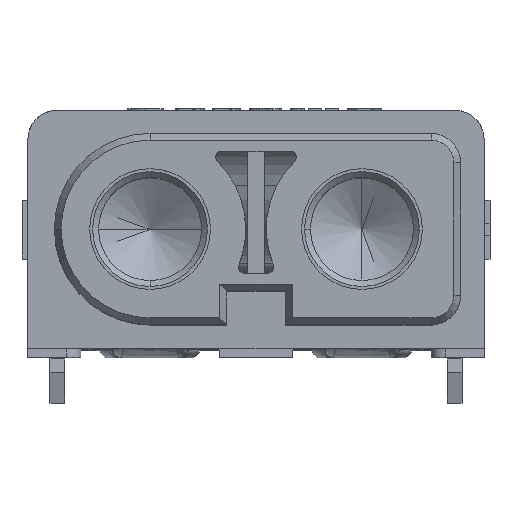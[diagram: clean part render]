
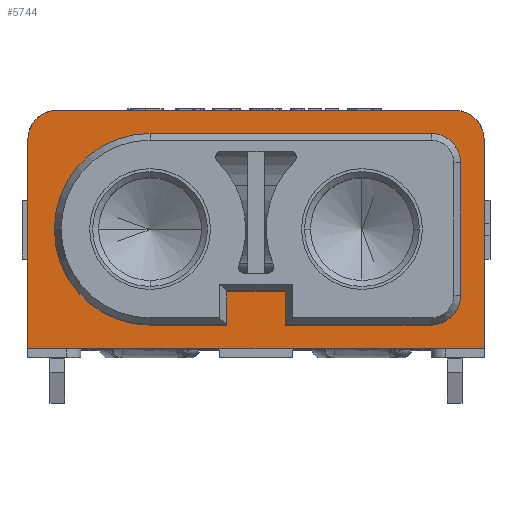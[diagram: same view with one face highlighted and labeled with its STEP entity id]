
A CAD part, top view. The second image highlights one B-rep face of the part: STEP entity #5744.
In plain terms, the highlighted planar face has unit normal (0, 0, 1).
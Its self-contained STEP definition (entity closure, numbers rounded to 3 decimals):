
#31 = DIRECTION ( 'NONE',  ( -1., 0., 0. ) ) ;
#71 = CARTESIAN_POINT ( 'NONE',  ( 5.95, 2.25, 8.2 ) ) ;
#186 = LINE ( 'NONE', #21422, #739 ) ;
#294 = VECTOR ( 'NONE', #19209, 1000. ) ;
#615 = CARTESIAN_POINT ( 'NONE',  ( 7.75, 3.05, 8.2 ) ) ;
#739 = VECTOR ( 'NONE', #26300, 1000. ) ;
#1108 = EDGE_LOOP ( 'NONE', ( #26165, #26029, #24437, #15623, #3052, #9515, #19984, #20663, #23642, #13842 ) ) ;
#1193 = VERTEX_POINT ( 'NONE', #25054 ) ;
#1877 = CARTESIAN_POINT ( 'NONE',  ( -3.6, -3.25, 8.2 ) ) ;
#1940 = DIRECTION ( 'NONE',  ( 0., 0., 1. ) ) ;
#2322 = CIRCLE ( 'NONE', #5072, 1. ) ;
#2399 = EDGE_CURVE ( 'NONE', #28034, #10503, #12189, .T. ) ;
#2598 = CARTESIAN_POINT ( 'NONE',  ( 6.95, 3.05, 8.2 ) ) ;
#3035 = VECTOR ( 'NONE', #11651, 1000. ) ;
#3052 = ORIENTED_EDGE ( 'NONE', *, *, #20004, .T. ) ;
#3681 = EDGE_CURVE ( 'NONE', #13249, #7576, #11458, .T. ) ;
#3688 = PLANE ( 'NONE',  #15868 ) ;
#3831 = CIRCLE ( 'NONE', #23537, 1. ) ;
#3961 = EDGE_CURVE ( 'NONE', #13172, #24065, #2322, .T. ) ;
#4106 = FACE_BOUND ( 'NONE', #1108, .T. ) ;
#4414 = EDGE_CURVE ( 'NONE', #19356, #24065, #11028, .T. ) ;
#4555 = VECTOR ( 'NONE', #20947, 1000. ) ;
#4614 = CARTESIAN_POINT ( 'NONE',  ( 6.75, 4.05, 8.2 ) ) ;
#4619 = VECTOR ( 'NONE', #23682, 1000. ) ;
#5072 = AXIS2_PLACEMENT_3D ( 'NONE', #71, #1940, #10679 ) ;
#5335 = CARTESIAN_POINT ( 'NONE',  ( -6.75, 3.05, 8.2 ) ) ;
#5515 = AXIS2_PLACEMENT_3D ( 'NONE', #16046, #26540, #6868 ) ;
#5744 = ADVANCED_FACE ( 'NONE', ( #4106, #12298 ), #3688, .T. ) ;
#6202 = EDGE_CURVE ( 'NONE', #22719, #15367, #8164, .T. ) ;
#6222 = VECTOR ( 'NONE', #17366, 1000. ) ;
#6339 = LINE ( 'NONE', #4614, #9645 ) ;
#6651 = CARTESIAN_POINT ( 'NONE',  ( -1., -3.25, 8.2 ) ) ;
#6840 = CARTESIAN_POINT ( 'NONE',  ( -6.75, 4.05, 8.2 ) ) ;
#6868 = DIRECTION ( 'NONE',  ( 1., 0., 0. ) ) ;
#6891 = DIRECTION ( 'NONE',  ( 0., 0., 1. ) ) ;
#6897 = AXIS2_PLACEMENT_3D ( 'NONE', #5335, #14094, #22847 ) ;
#6947 = CARTESIAN_POINT ( 'NONE',  ( 5.95, 3.25, 8.2 ) ) ;
#7319 = ORIENTED_EDGE ( 'NONE', *, *, #18977, .T. ) ;
#7421 = CARTESIAN_POINT ( 'NONE',  ( 1., -3.25, 8.2 ) ) ;
#7576 = VERTEX_POINT ( 'NONE', #22132 ) ;
#7764 = LINE ( 'NONE', #22984, #14265 ) ;
#8164 = LINE ( 'NONE', #8441, #294 ) ;
#8290 = EDGE_CURVE ( 'NONE', #10503, #19356, #17282, .T. ) ;
#8295 = DIRECTION ( 'NONE',  ( 1., 0., 0. ) ) ;
#8441 = CARTESIAN_POINT ( 'NONE',  ( -7.75, 3.05, 8.2 ) ) ;
#8509 = VERTEX_POINT ( 'NONE', #17902 ) ;
#8613 = CARTESIAN_POINT ( 'NONE',  ( 6.75, 3.05, 8.2 ) ) ;
#9515 = ORIENTED_EDGE ( 'NONE', *, *, #21266, .T. ) ;
#9645 = VECTOR ( 'NONE', #31, 1000. ) ;
#9876 = ORIENTED_EDGE ( 'NONE', *, *, #6202, .T. ) ;
#10503 = VERTEX_POINT ( 'NONE', #1877 ) ;
#10679 = DIRECTION ( 'NONE',  ( 1., 0., 0. ) ) ;
#10769 = ORIENTED_EDGE ( 'NONE', *, *, #11241, .T. ) ;
#11028 = LINE ( 'NONE', #19792, #4619 ) ;
#11241 = EDGE_CURVE ( 'NONE', #8509, #1193, #3831, .T. ) ;
#11249 = EDGE_CURVE ( 'NONE', #25333, #24615, #17363, .T. ) ;
#11458 = CIRCLE ( 'NONE', #5515, 1. ) ;
#11651 = DIRECTION ( 'NONE',  ( 0., 1., 0. ) ) ;
#12004 = CIRCLE ( 'NONE', #6897, 1. ) ;
#12038 = CARTESIAN_POINT ( 'NONE',  ( -3.6, 3.25, 8.2 ) ) ;
#12189 = LINE ( 'NONE', #14628, #4555 ) ;
#12298 = FACE_OUTER_BOUND ( 'NONE', #27493, .T. ) ;
#12846 = DIRECTION ( 'NONE',  ( 0., 0., 1. ) ) ;
#13059 = CARTESIAN_POINT ( 'NONE',  ( 5.95, -3.25, 8.2 ) ) ;
#13080 = ORIENTED_EDGE ( 'NONE', *, *, #20162, .T. ) ;
#13172 = VERTEX_POINT ( 'NONE', #17091 ) ;
#13189 = EDGE_CURVE ( 'NONE', #13172, #7576, #23977, .T. ) ;
#13249 = VERTEX_POINT ( 'NONE', #13059 ) ;
#13765 = LINE ( 'NONE', #26691, #26628 ) ;
#13842 = ORIENTED_EDGE ( 'NONE', *, *, #8290, .T. ) ;
#14094 = DIRECTION ( 'NONE',  ( 0., 0., 1. ) ) ;
#14096 = LINE ( 'NONE', #18814, #25451 ) ;
#14265 = VECTOR ( 'NONE', #14372, 1000. ) ;
#14372 = DIRECTION ( 'NONE',  ( 0., -1., 0. ) ) ;
#14393 = VECTOR ( 'NONE', #19660, 1000. ) ;
#14610 = CARTESIAN_POINT ( 'NONE',  ( 7.75, -4.05, 8.2 ) ) ;
#14628 = CARTESIAN_POINT ( 'NONE',  ( 6.75, -3.25, 8.2 ) ) ;
#15174 = CARTESIAN_POINT ( 'NONE',  ( -3.6, 0., 8.2 ) ) ;
#15367 = VERTEX_POINT ( 'NONE', #26571 ) ;
#15623 = ORIENTED_EDGE ( 'NONE', *, *, #3681, .F. ) ;
#15693 = VERTEX_POINT ( 'NONE', #14610 ) ;
#15788 = ORIENTED_EDGE ( 'NONE', *, *, #20954, .T. ) ;
#15868 = AXIS2_PLACEMENT_3D ( 'NONE', #16877, #12846, #21601 ) ;
#16046 = CARTESIAN_POINT ( 'NONE',  ( 5.95, -2.25, 8.2 ) ) ;
#16375 = AXIS2_PLACEMENT_3D ( 'NONE', #15174, #17053, #8295 ) ;
#16877 = CARTESIAN_POINT ( 'NONE',  ( 6.75, 3.05, 8.2 ) ) ;
#17053 = DIRECTION ( 'NONE',  ( 0., 0., -1. ) ) ;
#17091 = CARTESIAN_POINT ( 'NONE',  ( 6.95, 2.25, 8.2 ) ) ;
#17282 = CIRCLE ( 'NONE', #16375, 3.25 ) ;
#17363 = LINE ( 'NONE', #19952, #14393 ) ;
#17366 = DIRECTION ( 'NONE',  ( 0., -1., 0. ) ) ;
#17902 = CARTESIAN_POINT ( 'NONE',  ( 7.75, 3.05, 8.2 ) ) ;
#18027 = ORIENTED_EDGE ( 'NONE', *, *, #20883, .T. ) ;
#18814 = CARTESIAN_POINT ( 'NONE',  ( -7.75, -4.05, 8.2 ) ) ;
#18977 = EDGE_CURVE ( 'NONE', #15367, #15693, #14096, .T. ) ;
#19209 = DIRECTION ( 'NONE',  ( 0., -1., 0. ) ) ;
#19268 = CARTESIAN_POINT ( 'NONE',  ( 1., -2.1, 8.2 ) ) ;
#19356 = VERTEX_POINT ( 'NONE', #12038 ) ;
#19660 = DIRECTION ( 'NONE',  ( -1., 0., 0. ) ) ;
#19792 = CARTESIAN_POINT ( 'NONE',  ( 6.75, 3.25, 8.2 ) ) ;
#19952 = CARTESIAN_POINT ( 'NONE',  ( 6.75, -2.1, 8.2 ) ) ;
#19978 = LINE ( 'NONE', #615, #3035 ) ;
#19984 = ORIENTED_EDGE ( 'NONE', *, *, #11249, .T. ) ;
#20004 = EDGE_CURVE ( 'NONE', #13249, #22728, #186, .T. ) ;
#20162 = EDGE_CURVE ( 'NONE', #15693, #8509, #19978, .T. ) ;
#20478 = CARTESIAN_POINT ( 'NONE',  ( -7.75, 3.05, 8.2 ) ) ;
#20663 = ORIENTED_EDGE ( 'NONE', *, *, #21065, .T. ) ;
#20883 = EDGE_CURVE ( 'NONE', #1193, #25190, #6339, .T. ) ;
#20947 = DIRECTION ( 'NONE',  ( -1., 0., 0. ) ) ;
#20954 = EDGE_CURVE ( 'NONE', #25190, #22719, #12004, .T. ) ;
#21065 = EDGE_CURVE ( 'NONE', #24615, #28034, #7764, .T. ) ;
#21266 = EDGE_CURVE ( 'NONE', #22728, #25333, #13765, .T. ) ;
#21422 = CARTESIAN_POINT ( 'NONE',  ( 6.75, -3.25, 8.2 ) ) ;
#21601 = DIRECTION ( 'NONE',  ( 1., 0., 0. ) ) ;
#22095 = DIRECTION ( 'NONE',  ( -1., 0., 0. ) ) ;
#22132 = CARTESIAN_POINT ( 'NONE',  ( 6.95, -2.25, 8.2 ) ) ;
#22719 = VERTEX_POINT ( 'NONE', #20478 ) ;
#22728 = VERTEX_POINT ( 'NONE', #7421 ) ;
#22847 = DIRECTION ( 'NONE',  ( -1., 0., 0. ) ) ;
#22984 = CARTESIAN_POINT ( 'NONE',  ( -1., -2.1, 8.2 ) ) ;
#23537 = AXIS2_PLACEMENT_3D ( 'NONE', #8613, #6891, #22095 ) ;
#23642 = ORIENTED_EDGE ( 'NONE', *, *, #2399, .T. ) ;
#23682 = DIRECTION ( 'NONE',  ( 1., 0., 0. ) ) ;
#23977 = LINE ( 'NONE', #2598, #6222 ) ;
#24065 = VERTEX_POINT ( 'NONE', #6947 ) ;
#24395 = CARTESIAN_POINT ( 'NONE',  ( -1., -2.1, 8.2 ) ) ;
#24437 = ORIENTED_EDGE ( 'NONE', *, *, #13189, .T. ) ;
#24615 = VERTEX_POINT ( 'NONE', #24395 ) ;
#24682 = DIRECTION ( 'NONE',  ( 0., 1., 0. ) ) ;
#25054 = CARTESIAN_POINT ( 'NONE',  ( 6.75, 4.05, 8.2 ) ) ;
#25190 = VERTEX_POINT ( 'NONE', #6840 ) ;
#25333 = VERTEX_POINT ( 'NONE', #19268 ) ;
#25451 = VECTOR ( 'NONE', #27582, 1000. ) ;
#26029 = ORIENTED_EDGE ( 'NONE', *, *, #3961, .F. ) ;
#26165 = ORIENTED_EDGE ( 'NONE', *, *, #4414, .T. ) ;
#26300 = DIRECTION ( 'NONE',  ( -1., 0., 0. ) ) ;
#26540 = DIRECTION ( 'NONE',  ( 0., 0., 1. ) ) ;
#26571 = CARTESIAN_POINT ( 'NONE',  ( -7.75, -4.05, 8.2 ) ) ;
#26628 = VECTOR ( 'NONE', #24682, 1000. ) ;
#26691 = CARTESIAN_POINT ( 'NONE',  ( 1., -2.1, 8.2 ) ) ;
#27493 = EDGE_LOOP ( 'NONE', ( #15788, #9876, #7319, #13080, #10769, #18027 ) ) ;
#27582 = DIRECTION ( 'NONE',  ( 1., 0., 0. ) ) ;
#28034 = VERTEX_POINT ( 'NONE', #6651 ) ;
